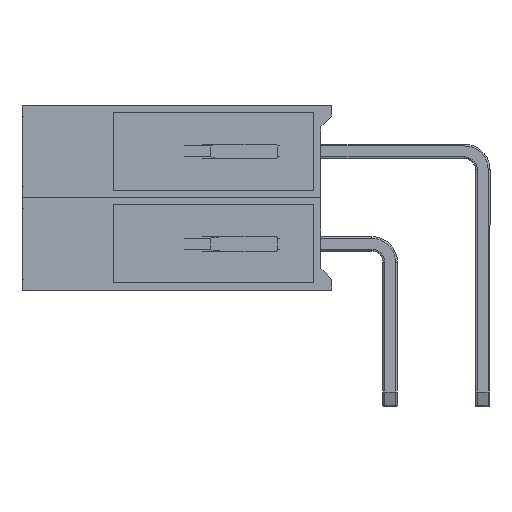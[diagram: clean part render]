
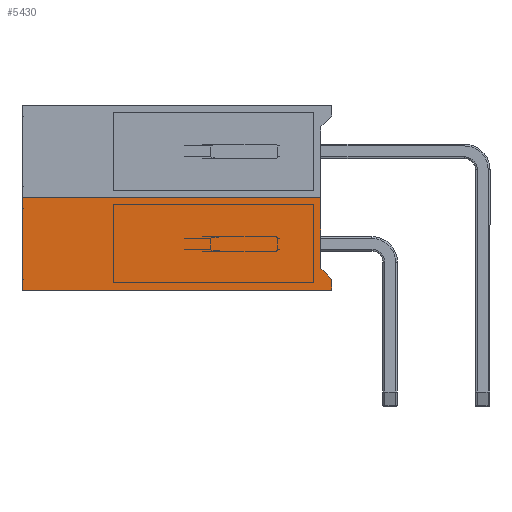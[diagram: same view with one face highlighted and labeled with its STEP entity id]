
A CAD part, left-side view. The second image highlights one B-rep face of the part: STEP entity #5430.
In plain terms, the highlighted planar face has unit normal (-1, 0, 0).
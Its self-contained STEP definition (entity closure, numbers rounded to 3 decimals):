
#395=PLANE('',#6009);
#646=FACE_OUTER_BOUND('',#973,.T.);
#973=EDGE_LOOP('',(#4151,#4152,#4153,#4154,#4155,#4156));
#1335=LINE('',#9087,#1719);
#1339=LINE('',#9094,#1723);
#1350=LINE('',#9118,#1734);
#1353=LINE('',#9124,#1737);
#1354=LINE('',#9126,#1738);
#1355=LINE('',#9127,#1739);
#1719=VECTOR('',#7284,10.);
#1723=VECTOR('',#7290,10.);
#1734=VECTOR('',#7313,10.);
#1737=VECTOR('',#7318,10.);
#1738=VECTOR('',#7319,10.);
#1739=VECTOR('',#7320,10.);
#2423=VERTEX_POINT('',#9084);
#2424=VERTEX_POINT('',#9086);
#2426=VERTEX_POINT('',#9092);
#2433=VERTEX_POINT('',#9117);
#2435=VERTEX_POINT('',#9123);
#2436=VERTEX_POINT('',#9125);
#3007=EDGE_CURVE('',#2423,#2424,#1335,.T.);
#3011=EDGE_CURVE('',#2423,#2426,#1339,.T.);
#3024=EDGE_CURVE('',#2433,#2424,#1350,.T.);
#3027=EDGE_CURVE('',#2426,#2435,#1353,.T.);
#3028=EDGE_CURVE('',#2436,#2435,#1354,.T.);
#3029=EDGE_CURVE('',#2433,#2436,#1355,.T.);
#4151=ORIENTED_EDGE('',*,*,#3011,.T.);
#4152=ORIENTED_EDGE('',*,*,#3027,.T.);
#4153=ORIENTED_EDGE('',*,*,#3028,.F.);
#4154=ORIENTED_EDGE('',*,*,#3029,.F.);
#4155=ORIENTED_EDGE('',*,*,#3024,.T.);
#4156=ORIENTED_EDGE('',*,*,#3007,.F.);
#5430=ADVANCED_FACE('',(#646),#395,.T.);
#6009=AXIS2_PLACEMENT_3D('',#9122,#7316,#7317);
#7284=DIRECTION('',(0.,-0.707,-0.707));
#7290=DIRECTION('',(0.,0.,1.));
#7313=DIRECTION('',(0.,0.,1.));
#7316=DIRECTION('center_axis',(-1.,0.,0.));
#7317=DIRECTION('ref_axis',(0.,0.,
1.));
#7318=DIRECTION('',(0.,1.,0.));
#7319=DIRECTION('',(0.,0.,1.));
#7320=DIRECTION('',(0.,1.,0.));
#9084=CARTESIAN_POINT('',(-1.27,1.9,0.6));
#9086=CARTESIAN_POINT('',(-1.27,1.6,0.3));
#9087=CARTESIAN_POINT('',(-1.27,1.6,0.3));
#9092=CARTESIAN_POINT('',(-1.27,1.9,2.54));
#9094=CARTESIAN_POINT('',(-1.27,1.9,0.635));
#9117=CARTESIAN_POINT('',(-1.27,1.6,0.));
#9118=CARTESIAN_POINT('',(-1.27,1.6,0.));
#9122=CARTESIAN_POINT('Origin',(-1.27,1.6,0.));
#9123=CARTESIAN_POINT('',(-1.27,10.1,2.54));
#9124=CARTESIAN_POINT('',(-1.27,1.6,2.54));
#9125=CARTESIAN_POINT('',(-1.27,10.1,0.));
#9126=CARTESIAN_POINT('',(-1.27,10.1,0.));
#9127=CARTESIAN_POINT('',(-1.27,1.6,0.));
